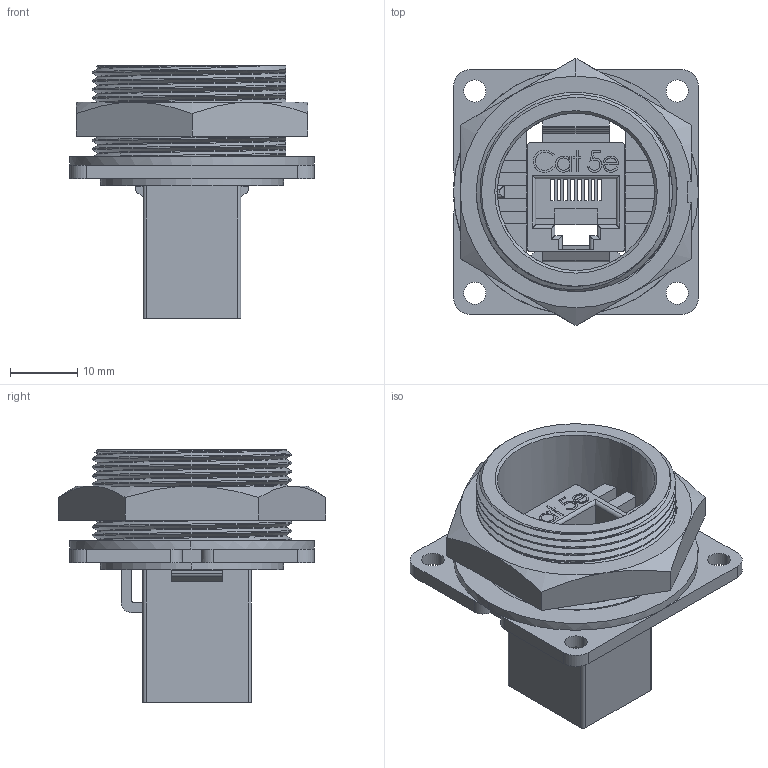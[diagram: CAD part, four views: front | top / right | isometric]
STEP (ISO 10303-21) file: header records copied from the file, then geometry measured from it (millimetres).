
FILE_DESCRIPTION (( 'STEP AP203' ), '1' );
FILE_NAME ('DCP-RJ5T-F.STEP', '2015-11-17T17:43:28', ( '' ), ( '' ), 'SwSTEP 2.0', 'SolidWorks 2014', '' );
FILE_SCHEMA (( 'CONFIG_CONTROL_DESIGN' ));
Length unit declared in the file: inch
Products named in the file (1): DCP-RJ5T-F
Bounding box: 36.53 x 39.89 x 37.74 mm (x, y, z)
Volume: 12226.5 mm3; surface area: 12370.4 mm2
Topology: 2 solids, 2 shells, 479 faces, 1350 edges, 885 vertices
Faces by surface type: plane 250, cylinder 118, bspline 99, cone 12
Entity records: 28086 total; most frequent: CARTESIAN_POINT 16669, ORIENTED_EDGE 2696, DIRECTION 1876, EDGE_CURVE 1348, VERTEX_POINT 885, LINE 858, VECTOR 858, EDGE_LOOP 513
